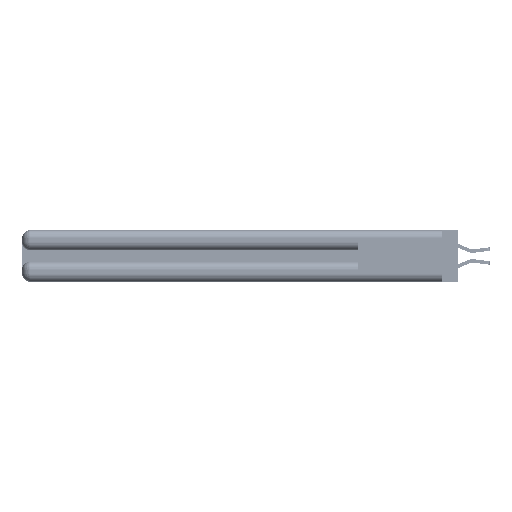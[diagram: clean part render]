
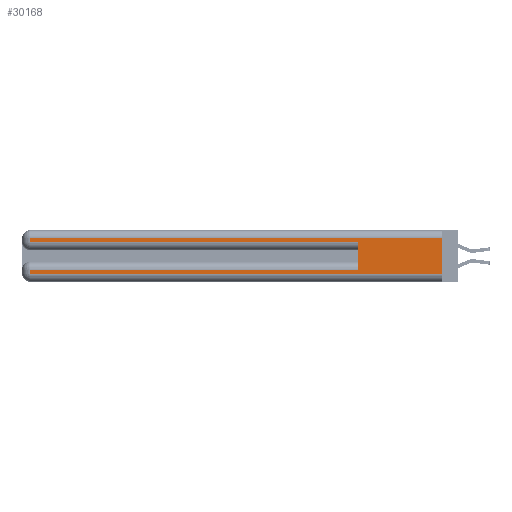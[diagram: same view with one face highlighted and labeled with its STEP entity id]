
A CAD part, left-side view. The second image highlights one B-rep face of the part: STEP entity #30168.
In plain terms, the highlighted planar face has unit normal (-1, 0, 0).
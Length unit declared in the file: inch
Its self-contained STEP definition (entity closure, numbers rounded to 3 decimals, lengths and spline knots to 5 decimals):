
#79 = EDGE_CURVE ( 'NONE', #15284, #35037, #33486, .T. ) ;
#280 = LINE ( 'NONE', #27995, #2277 ) ;
#925 = DIRECTION ( 'NONE',  ( 1., 0., 0. ) ) ;
#2277 = VECTOR ( 'NONE', #21942, 39.37008 ) ;
#3226 = VERTEX_POINT ( 'NONE', #8938 ) ;
#3727 = DIRECTION ( 'NONE',  ( 0., 0., -1. ) ) ;
#3786 = ORIENTED_EDGE ( 'NONE', *, *, #36107, .F. ) ;
#5101 = LINE ( 'NONE', #26228, #25526 ) ;
#5417 = ORIENTED_EDGE ( 'NONE', *, *, #37629, .T. ) ;
#6798 = EDGE_CURVE ( 'NONE', #35037, #3226, #18684, .T. ) ;
#8017 = CARTESIAN_POINT ( 'NONE',  ( 0., 0., 0.31 ) ) ;
#8088 = CARTESIAN_POINT ( 'NONE',  ( 0., 2.94, 0.085 ) ) ;
#8242 = VECTOR ( 'NONE', #9261, 39.37008 ) ;
#8397 = ORIENTED_EDGE ( 'NONE', *, *, #25216, .T. ) ;
#8938 = CARTESIAN_POINT ( 'NONE',  ( 0., 2.94, 0.06 ) ) ;
#8969 = VERTEX_POINT ( 'NONE', #37716 ) ;
#9261 = DIRECTION ( 'NONE',  ( 0., 0., -1. ) ) ;
#10242 = DIRECTION ( 'NONE',  ( 0., 0., -1. ) ) ;
#12615 = DIRECTION ( 'NONE',  ( 0., 0., -1. ) ) ;
#13017 = DIRECTION ( 'NONE',  ( 0., 0., 1. ) ) ;
#15284 = VERTEX_POINT ( 'NONE', #32468 ) ;
#16847 = CARTESIAN_POINT ( 'NONE',  ( 0., 0., 0.37 ) ) ;
#16959 = ORIENTED_EDGE ( 'NONE', *, *, #79, .T. ) ;
#17115 = EDGE_CURVE ( 'NONE', #15284, #8969, #5101, .T. ) ;
#17446 = DIRECTION ( 'NONE',  ( 0., -1., 0. ) ) ;
#17631 = ORIENTED_EDGE ( 'NONE', *, *, #22186, .T. ) ;
#18372 = FACE_OUTER_BOUND ( 'NONE', #25777, .T. ) ;
#18585 = VECTOR ( 'NONE', #21434, 39.37008 ) ;
#18684 = LINE ( 'NONE', #31447, #30132 ) ;
#20784 = VECTOR ( 'NONE', #17446, 39.37008 ) ;
#21401 = LINE ( 'NONE', #29502, #34288 ) ;
#21434 = DIRECTION ( 'NONE',  ( 0., 1., 0. ) ) ;
#21942 = DIRECTION ( 'NONE',  ( 0., 1., 0. ) ) ;
#22186 = EDGE_CURVE ( 'NONE', #24908, #25236, #280, .T. ) ;
#22697 = AXIS2_PLACEMENT_3D ( 'NONE', #16847, #925, #3727 ) ;
#22850 = CARTESIAN_POINT ( 'NONE',  ( 0., 0., 0.06 ) ) ;
#23724 = CARTESIAN_POINT ( 'NONE',  ( 0., 0., 0.285 ) ) ;
#23779 = LINE ( 'NONE', #23724, #20784 ) ;
#24908 = VERTEX_POINT ( 'NONE', #8017 ) ;
#25216 = EDGE_CURVE ( 'NONE', #3226, #26594, #25950, .T. ) ;
#25236 = VERTEX_POINT ( 'NONE', #26106 ) ;
#25526 = VECTOR ( 'NONE', #13017, 39.37008 ) ;
#25654 = ORIENTED_EDGE ( 'NONE', *, *, #17115, .F. ) ;
#25777 = EDGE_LOOP ( 'NONE', ( #3786, #17631, #32824, #5417, #25654, #16959, #31400, #8397 ) ) ;
#25950 = LINE ( 'NONE', #22850, #30456 ) ;
#26106 = CARTESIAN_POINT ( 'NONE',  ( 0., 2.94, 0.31 ) ) ;
#26228 = CARTESIAN_POINT ( 'NONE',  ( 0., 0.6, 0.145 ) ) ;
#26594 = VERTEX_POINT ( 'NONE', #35338 ) ;
#27995 = CARTESIAN_POINT ( 'NONE',  ( 0., 0., 0.31 ) ) ;
#29502 = CARTESIAN_POINT ( 'NONE',  ( 0., 0., 0.37 ) ) ;
#30132 = VECTOR ( 'NONE', #12615, 39.37008 ) ;
#30168 = ADVANCED_FACE ( 'NONE', ( #18372 ), #32261, .F. ) ;
#30456 = VECTOR ( 'NONE', #32392, 39.37008 ) ;
#31400 = ORIENTED_EDGE ( 'NONE', *, *, #6798, .T. ) ;
#31447 = CARTESIAN_POINT ( 'NONE',  ( 0., 2.94, 0.37 ) ) ;
#31725 = CARTESIAN_POINT ( 'NONE',  ( 0., 2.94, 0.37 ) ) ;
#32261 = PLANE ( 'NONE',  #22697 ) ;
#32392 = DIRECTION ( 'NONE',  ( 0., -1., 0. ) ) ;
#32468 = CARTESIAN_POINT ( 'NONE',  ( 0., 0.6, 0.085 ) ) ;
#32824 = ORIENTED_EDGE ( 'NONE', *, *, #38056, .T. ) ;
#33486 = LINE ( 'NONE', #33624, #18585 ) ;
#33624 = CARTESIAN_POINT ( 'NONE',  ( 0., 0., 0.085 ) ) ;
#33689 = LINE ( 'NONE', #31725, #8242 ) ;
#34288 = VECTOR ( 'NONE', #10242, 39.37008 ) ;
#35037 = VERTEX_POINT ( 'NONE', #8088 ) ;
#35338 = CARTESIAN_POINT ( 'NONE',  ( 0., 0., 0.06 ) ) ;
#35766 = VERTEX_POINT ( 'NONE', #36925 ) ;
#36107 = EDGE_CURVE ( 'NONE', #24908, #26594, #21401, .T. ) ;
#36925 = CARTESIAN_POINT ( 'NONE',  ( 0., 2.94, 0.285 ) ) ;
#37629 = EDGE_CURVE ( 'NONE', #35766, #8969, #23779, .T. ) ;
#37716 = CARTESIAN_POINT ( 'NONE',  ( 0., 0.6, 0.285 ) ) ;
#38056 = EDGE_CURVE ( 'NONE', #25236, #35766, #33689, .T. ) ;
